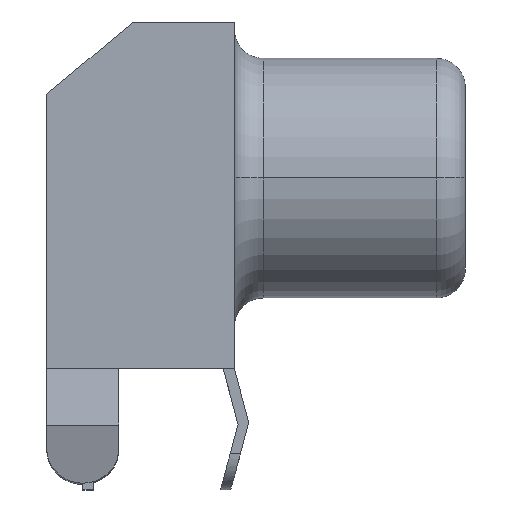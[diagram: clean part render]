
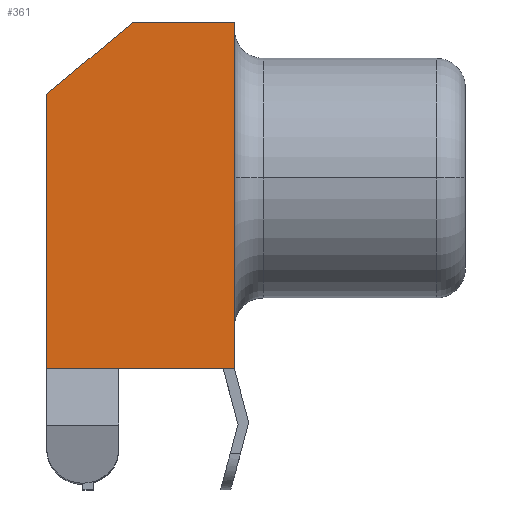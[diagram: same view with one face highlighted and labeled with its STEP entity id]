
A CAD part, top view. The second image highlights one B-rep face of the part: STEP entity #361.
In plain terms, the highlighted planar face has unit normal (0, 0, 1).
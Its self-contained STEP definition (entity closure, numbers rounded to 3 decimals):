
#11 = EDGE_CURVE ( 'NONE', #2703, #2698, #967, .T. ) ;
#33 = FACE_OUTER_BOUND ( 'NONE', #358, .T. ) ;
#34 = DIRECTION ( 'NONE',  ( -1., 0., 0. ) ) ;
#35 = VECTOR ( 'NONE', #34, 1000. ) ;
#36 = CARTESIAN_POINT ( 'NONE',  ( 6.5, 5.4, 5.3 ) ) ;
#37 = LINE ( 'NONE', #36, #35 ) ;
#39 = CARTESIAN_POINT ( 'NONE',  ( 3., 5.4, 5.3 ) ) ;
#324 = ORIENTED_EDGE ( 'NONE', *, *, #11, .T. ) ;
#325 = ORIENTED_EDGE ( 'NONE', *, *, #326, .F. ) ;
#326 = EDGE_CURVE ( 'NONE', #2604, #2694, #795, .T. ) ;
#327 = ORIENTED_EDGE ( 'NONE', *, *, #335, .T. ) ;
#335 = EDGE_CURVE ( 'NONE', #351, #2703, #850, .T. ) ;
#336 = ORIENTED_EDGE ( 'NONE', *, *, #2538, .F. ) ;
#351 = VERTEX_POINT ( 'NONE', #39 ) ;
#352 = ORIENTED_EDGE ( 'NONE', *, *, #359, .T. ) ;
#358 = EDGE_LOOP ( 'NONE', ( #352, #327, #324, #336, #325, #2729 ) ) ;
#359 = EDGE_CURVE ( 'NONE', #2545, #351, #37, .T. ) ;
#361 = ADVANCED_FACE ( 'NONE', ( #33 ), #2303, .F. ) ;
#783 = DIRECTION ( 'NONE',  ( -0.768, -0.64, 0. ) ) ;
#791 = DIRECTION ( 'NONE',  ( -1., 0., 0. ) ) ;
#792 = VECTOR ( 'NONE', #791, 1000. ) ;
#793 = CARTESIAN_POINT ( 'NONE',  ( 6.5, -6.6, 5.3 ) ) ;
#795 = LINE ( 'NONE', #793, #792 ) ;
#848 = VECTOR ( 'NONE', #783, 1000. ) ;
#849 = CARTESIAN_POINT ( 'NONE',  ( 5.066, 7.121, 5.3 ) ) ;
#850 = LINE ( 'NONE', #849, #848 ) ;
#964 = DIRECTION ( 'NONE',  ( 0., -1., 0. ) ) ;
#965 = VECTOR ( 'NONE', #964, 1000. ) ;
#966 = CARTESIAN_POINT ( 'NONE',  ( 0., 5.4, 5.3 ) ) ;
#967 = LINE ( 'NONE', #966, #965 ) ;
#1753 = DIRECTION ( 'NONE',  ( -1., 0., 0. ) ) ;
#1754 = VECTOR ( 'NONE', #1753, 1000. ) ;
#1755 = CARTESIAN_POINT ( 'NONE',  ( 6.5, -6.6, 5.3 ) ) ;
#1756 = LINE ( 'NONE', #1755, #1754 ) ;
#1789 = CARTESIAN_POINT ( 'NONE',  ( 6.5, 5.4, 5.3 ) ) ;
#1911 = CARTESIAN_POINT ( 'NONE',  ( 6.5, -6.6, 5.3 ) ) ;
#1912 = DIRECTION ( 'NONE',  ( 0., -1., 0. ) ) ;
#1913 = VECTOR ( 'NONE', #1912, 1000. ) ;
#1914 = CARTESIAN_POINT ( 'NONE',  ( 6.5, 5.4, 5.3 ) ) ;
#1915 = LINE ( 'NONE', #1914, #1913 ) ;
#2182 = CARTESIAN_POINT ( 'NONE',  ( 0., 2.9, 5.3 ) ) ;
#2192 = CARTESIAN_POINT ( 'NONE',  ( 0., -6.6, 5.3 ) ) ;
#2193 = CARTESIAN_POINT ( 'NONE',  ( 2.5, -6.6, 5.3 ) ) ;
#2302 = AXIS2_PLACEMENT_3D ( 'NONE', #2305, #2304, #2531 ) ;
#2303 = PLANE ( 'NONE',  #2302 ) ;
#2304 = DIRECTION ( 'NONE',  ( 0., 0., -1. ) ) ;
#2305 = CARTESIAN_POINT ( 'NONE',  ( 6.5, 5.4, 5.3 ) ) ;
#2531 = DIRECTION ( 'NONE',  ( 0., 1., 0. ) ) ;
#2538 = EDGE_CURVE ( 'NONE', #2694, #2698, #1756, .T. ) ;
#2545 = VERTEX_POINT ( 'NONE', #1789 ) ;
#2603 = EDGE_CURVE ( 'NONE', #2545, #2604, #1915, .T. ) ;
#2604 = VERTEX_POINT ( 'NONE', #1911 ) ;
#2694 = VERTEX_POINT ( 'NONE', #2193 ) ;
#2698 = VERTEX_POINT ( 'NONE', #2192 ) ;
#2703 = VERTEX_POINT ( 'NONE', #2182 ) ;
#2729 = ORIENTED_EDGE ( 'NONE', *, *, #2603, .F. ) ;
